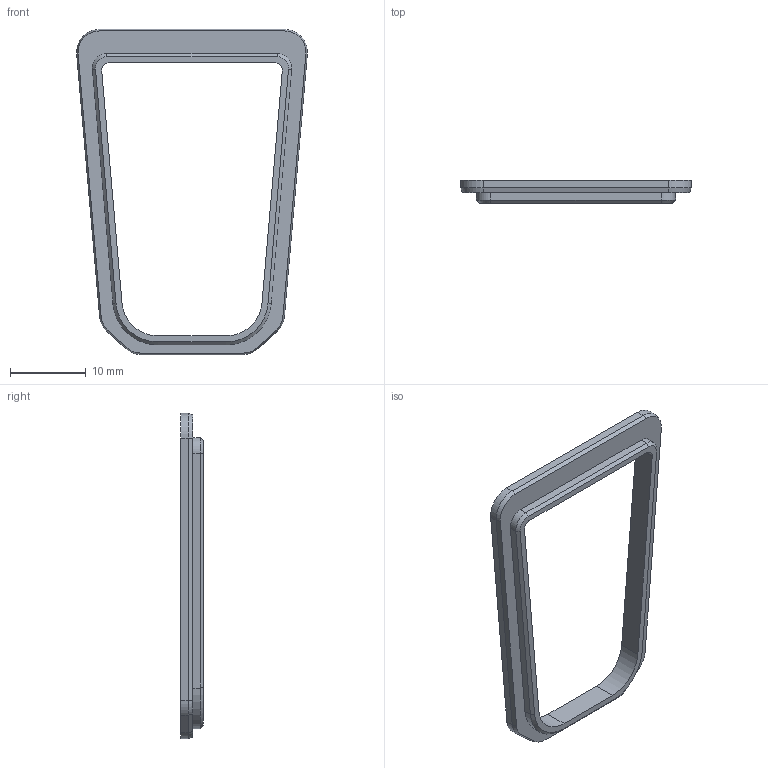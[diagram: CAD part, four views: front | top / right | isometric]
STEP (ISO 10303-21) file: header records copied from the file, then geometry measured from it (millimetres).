
FILE_DESCRIPTION(('HOOPS Exchange Step'),'2;1');
FILE_NAME('temp_export','2024-07-18T12:14:28-04:00',('mobile'),('Shapr3D Limited'),'HOOPS Exchange 2024.2','Shapr3D','Authorized');
FILE_SCHEMA( ('AUTOMOTIVE_DESIGN { 1 0 10303 214 1 1 1 1 }') );
Length unit declared in the file: millimetre
Products named in the file (2): Grill2; root
Assembly tree (1 placements, depth 2):
  root
    Grill2
Bounding box: 30.39 x 3 x 42.84 mm (x, y, z)
Volume: 821.4 mm3; surface area: 1464.2 mm2
Topology: 1 solids, 1 shells, 51 faces, 124 edges, 76 vertices
Faces by surface type: plane 27, cylinder 14, cone 10
Entity records: 1523 total; most frequent: DIRECTION 268, CARTESIAN_POINT 253, ORIENTED_EDGE 248, EDGE_CURVE 124, AXIS2_PLACEMENT_3D 91, VECTOR 86, LINE 86, VERTEX_POINT 76
